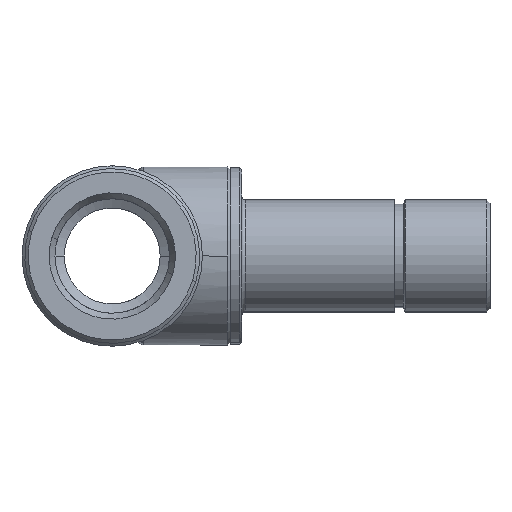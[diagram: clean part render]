
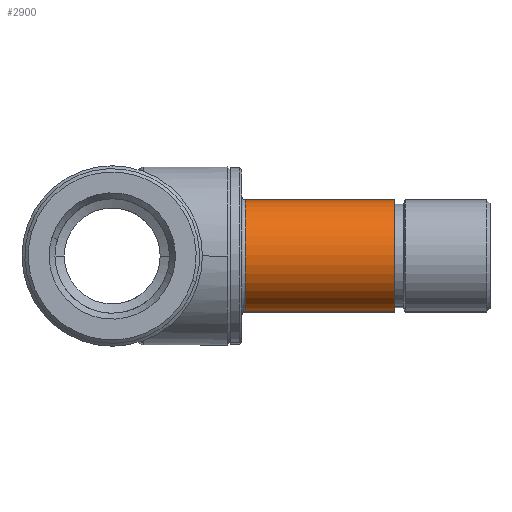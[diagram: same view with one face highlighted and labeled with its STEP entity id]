
A CAD part, left-side view. The second image highlights one B-rep face of the part: STEP entity #2900.
In plain terms, the highlighted cylindrical face has radius 4.975 mm (diameter 9.95 mm), a partial arc.
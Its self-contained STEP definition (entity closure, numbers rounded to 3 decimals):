
#577 = CARTESIAN_POINT ( 'NONE',  ( 0.965, -33.5, 4.88 ) ) ;
#876 = DIRECTION ( 'NONE',  ( 0., -1., 0. ) ) ;
#905 = VECTOR ( 'NONE', #876, 1000. ) ;
#1143 = DIRECTION ( 'NONE',  ( 0., -1., 0. ) ) ;
#1144 = CARTESIAN_POINT ( 'NONE',  ( 0., -11.8, 0. ) ) ;
#1145 = AXIS2_PLACEMENT_3D ( 'NONE', #1144, #1143, #1163 ) ;
#1160 = CIRCLE ( 'NONE', #1145, 4.975 ) ;
#1161 = CARTESIAN_POINT ( 'NONE',  ( -0.965, -11.8, -4.88 ) ) ;
#1163 = DIRECTION ( 'NONE',  ( -0.194, 0., -0.981 ) ) ;
#1175 = CARTESIAN_POINT ( 'NONE',  ( -0.965, -33.5, -4.88 ) ) ;
#1177 = LINE ( 'NONE', #1175, #1207 ) ;
#1179 = CARTESIAN_POINT ( 'NONE',  ( -0.965, -25.025, -4.88 ) ) ;
#1206 = DIRECTION ( 'NONE',  ( 0., -1., 0. ) ) ;
#1207 = VECTOR ( 'NONE', #1206, 1000. ) ;
#1214 = CARTESIAN_POINT ( 'NONE',  ( 0.965, -11.8, 4.88 ) ) ;
#1219 = LINE ( 'NONE', #577, #905 ) ;
#1455 = CARTESIAN_POINT ( 'NONE',  ( 0.965, -25.025, 4.88 ) ) ;
#1788 = CARTESIAN_POINT ( 'NONE',  ( 0., -25.025, 0. ) ) ;
#1794 = DIRECTION ( 'NONE',  ( -0.194, 0., -0.981 ) ) ;
#1795 = DIRECTION ( 'NONE',  ( 0., -1., 0. ) ) ;
#1950 = AXIS2_PLACEMENT_3D ( 'NONE', #1788, #1795, #1794 ) ;
#1951 = CIRCLE ( 'NONE', #1950, 4.975 ) ;
#1965 = FACE_OUTER_BOUND ( 'NONE', #2896, .T. ) ;
#1973 = CYLINDRICAL_SURFACE ( 'NONE', #1980, 4.975 ) ;
#1974 = DIRECTION ( 'NONE',  ( -0.194, 0., -0.981 ) ) ;
#1978 = DIRECTION ( 'NONE',  ( 0., -1., 0. ) ) ;
#1979 = CARTESIAN_POINT ( 'NONE',  ( 0., -33.5, 0. ) ) ;
#1980 = AXIS2_PLACEMENT_3D ( 'NONE', #1979, #1978, #1974 ) ;
#2199 = EDGE_CURVE ( 'NONE', #2206, #2201, #1160, .T. ) ;
#2201 = VERTEX_POINT ( 'NONE', #1161 ) ;
#2206 = VERTEX_POINT ( 'NONE', #1214 ) ;
#2214 = EDGE_CURVE ( 'NONE', #2201, #2215, #1177, .T. ) ;
#2215 = VERTEX_POINT ( 'NONE', #1179 ) ;
#2216 = EDGE_CURVE ( 'NONE', #2206, #2218, #1219, .T. ) ;
#2218 = VERTEX_POINT ( 'NONE', #1455 ) ;
#2884 = EDGE_CURVE ( 'NONE', #2218, #2215, #1951, .T. ) ;
#2896 = EDGE_LOOP ( 'NONE', ( #2899, #2902, #2901, #2907 ) ) ;
#2899 = ORIENTED_EDGE ( 'NONE', *, *, #2216, .F. ) ;
#2900 = ADVANCED_FACE ( 'NONE', ( #1965 ), #1973, .T. ) ;
#2901 = ORIENTED_EDGE ( 'NONE', *, *, #2214, .T. ) ;
#2902 = ORIENTED_EDGE ( 'NONE', *, *, #2199, .T. ) ;
#2907 = ORIENTED_EDGE ( 'NONE', *, *, #2884, .F. ) ;
